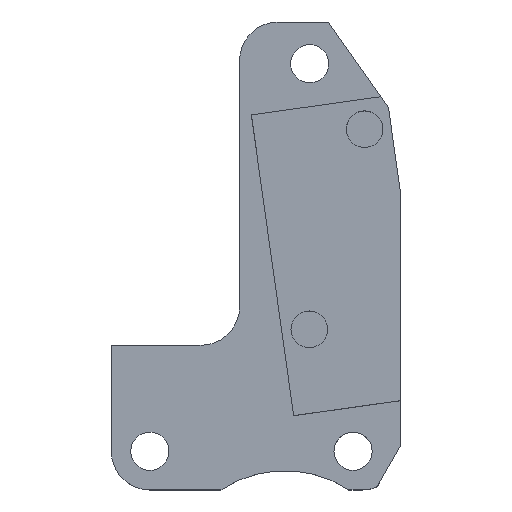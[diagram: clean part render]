
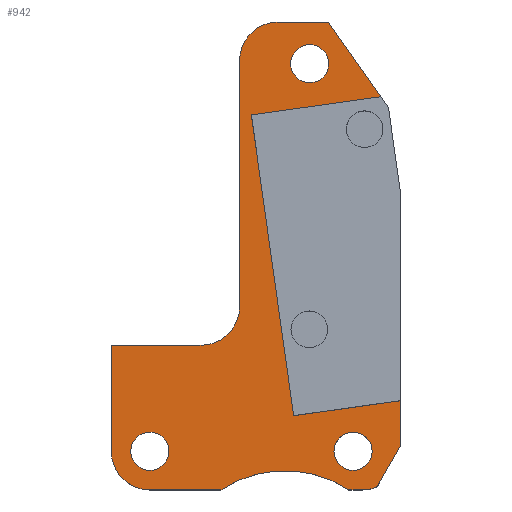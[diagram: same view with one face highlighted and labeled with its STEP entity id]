
A CAD part, top view. The second image highlights one B-rep face of the part: STEP entity #942.
In plain terms, the highlighted planar face has unit normal (0, 0, 1).
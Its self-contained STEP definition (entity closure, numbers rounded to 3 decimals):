
#218=CARTESIAN_POINT('POINT17',(0.035,0.,
   0.005));
#219=VERTEX_POINT('VERTEX17',#218);
#236=CARTESIAN_POINT('POINT20',(0.038,0.006,0.005)
   );
#237=VERTEX_POINT('VERTEX20',#236);
#244=CARTESIAN_POINT('POS27',(0.038,0.006,0.005));
#245=DIRECTION('DIR37',(-0.5,-0.866,0.));
#246=VECTOR('VEC17',#245,1.);
#247=LINE('STRAIGHT17',#244,#246);
#248=EDGE_CURVE('EDGE25',#237,#219,#247,.T.);
#258=CARTESIAN_POINT('POINT21',(0.018,0.049,0.005));
#259=VERTEX_POINT('VERTEX21',#258);
#267=CARTESIAN_POINT('POINT22',(0.035,
   0.052,0.005));
#268=VERTEX_POINT('VERTEX22',#267);
#275=CARTESIAN_POINT('POS31',(-0.001,0.047,
   0.005));
#276=DIRECTION('DIR42',(-0.99,-0.139,
   0.));
#277=VECTOR('VEC20',#276,1.);
#278=LINE('STRAIGHT20',#275,#277);
#279=EDGE_CURVE('EDGE28',#268,#259,#278,.T.);
#289=CARTESIAN_POINT('POINT23',(0.024,0.01,
   0.005));
#290=VERTEX_POINT('VERTEX23',#289);
#299=CARTESIAN_POINT('POS34',(0.024,0.008,
   0.005));
#300=DIRECTION('DIR46',(0.139,-0.99,
   0.));
#301=VECTOR('VEC22',#300,1.);
#302=LINE('STRAIGHT22',#299,#301);
#303=EDGE_CURVE('EDGE30',#259,#290,#302,.T.);
#313=CARTESIAN_POINT('POINT24',(0.038,0.012,0.005)
   );
#314=VERTEX_POINT('VERTEX24',#313);
#323=CARTESIAN_POINT('POS37',(0.005,0.007,
   0.005));
#324=DIRECTION('DIR50',(-0.99,-0.139,
   0.));
#325=VECTOR('VEC24',#324,1.);
#326=LINE('STRAIGHT24',#323,#325);
#327=EDGE_CURVE('EDGE32',#314,#290,#326,.T.);
#347=CARTESIAN_POINT('POS40',(0.038,0.006,0.005));
#348=DIRECTION('DIR54',(0.,1.,0.));
#349=VECTOR('VEC26',#348,1.);
#350=LINE('STRAIGHT26',#347,#349);
#351=EDGE_CURVE('EDGE34',#237,#314,#350,.T.);
#363=CARTESIAN_POINT('POINT26',(0.029,0.056,0.005));
#364=VERTEX_POINT('VERTEX26',#363);
#371=CARTESIAN_POINT('POINT27',(0.024,0.056,0.005));
#372=VERTEX_POINT('VERTEX27',#371);
#373=CARTESIAN_POINT('POS43',(0.026,0.056,0.005));
#374=DIRECTION('DIR58',(0.,0.,-1.));
#375=DIRECTION('DIR59',(1.,0.,0.));
#376=AXIS2_PLACEMENT_3D('AXIS16',#373,#374,#375);
#377=CIRCLE('ELLIPSE5',#376,0.003);
#378=EDGE_CURVE('EDGE36',#372,#364,#377,.T.);
#407=EDGE_CURVE('EDGE40',#364,#372,#377,.T.);
#414=CARTESIAN_POINT('POINT30',(0.034,0.005,0.005));
#415=VERTEX_POINT('VERTEX30',#414);
#422=CARTESIAN_POINT('POINT31',(0.029,0.005,0.005));
#423=VERTEX_POINT('VERTEX31',#422);
#424=CARTESIAN_POINT('POS48',(0.032,0.005,0.005));
#425=DIRECTION('DIR66',(0.,0.,-1.));
#426=DIRECTION('DIR67',(1.,0.,0.));
#427=AXIS2_PLACEMENT_3D('AXIS19',#424,#425,#426);
#428=CIRCLE('ELLIPSE7',#427,0.003);
#429=EDGE_CURVE('EDGE42',#423,#415,#428,.T.);
#480=CARTESIAN_POINT('POINT36',(0.029,0.062,0.005));
#481=VERTEX_POINT('VERTEX36',#480);
#488=CARTESIAN_POINT('POS56',(0.036,0.05,
   0.005));
#489=DIRECTION('DIR78',(-0.574,0.819,
   0.));
#490=VECTOR('VEC34',#489,1.);
#491=LINE('STRAIGHT34',#488,#490);
#492=EDGE_CURVE('EDGE49',#268,#481,#491,.T.);
#504=CARTESIAN_POINT('POINT37',(0.022,0.062,0.005));
#505=VERTEX_POINT('VERTEX37',#504);
#514=CARTESIAN_POINT('POS59',(0.022,0.062,0.005));
#515=DIRECTION('DIR82',(1.,0.,0.));
#516=VECTOR('VEC36',#515,1.);
#517=LINE('STRAIGHT36',#514,#516);
#518=EDGE_CURVE('EDGE51',#505,#481,#517,.T.);
#535=CARTESIAN_POINT('POINT39',(0.017,0.057,0.005));
#536=VERTEX_POINT('VERTEX39',#535);
#545=CARTESIAN_POINT('POS63',(0.022,0.057,0.005));
#546=DIRECTION('DIR87',(0.,0.,1.));
#547=DIRECTION('DIR88',(1.,0.,0.));
#548=AXIS2_PLACEMENT_3D('AXIS25',#545,#546,#547);
#549=CIRCLE('ELLIPSE10',#548,0.005);
#550=EDGE_CURVE('EDGE54',#505,#536,#549,.T.);
#568=CARTESIAN_POINT('POINT41',(0.017,0.024,0.005));
#569=VERTEX_POINT('VERTEX41',#568);
#578=CARTESIAN_POINT('POS67',(0.017,0.024,0.005));
#579=DIRECTION('DIR94',(0.,1.,0.));
#580=VECTOR('VEC40',#579,1.);
#581=LINE('STRAIGHT40',#578,#580);
#582=EDGE_CURVE('EDGE57',#569,#536,#581,.T.);
#599=CARTESIAN_POINT('POINT43',(0.012,0.019,0.005));
#600=VERTEX_POINT('VERTEX43',#599);
#609=CARTESIAN_POINT('POS71',(0.012,0.024,0.005));
#610=DIRECTION('DIR99',(0.,0.,1.));
#611=DIRECTION('DIR100',(1.,0.,0.));
#612=AXIS2_PLACEMENT_3D('AXIS29',#609,#610,#611);
#613=CIRCLE('ELLIPSE12',#612,0.005);
#614=EDGE_CURVE('EDGE60',#600,#569,#613,.T.);
#632=CARTESIAN_POINT('POINT45',(0.,0.019,0.005));
#633=VERTEX_POINT('VERTEX45',#632);
#642=CARTESIAN_POINT('POS75',(0.,0.019,0.005));
#643=DIRECTION('DIR106',(1.,0.,0.));
#644=VECTOR('VEC44',#643,1.);
#645=LINE('STRAIGHT44',#642,#644);
#646=EDGE_CURVE('EDGE63',#633,#600,#645,.T.);
#663=CARTESIAN_POINT('POINT47',(0.,0.005,0.005));
#664=VERTEX_POINT('VERTEX47',#663);
#673=CARTESIAN_POINT('POS79',(0.,0.005,0.005));
#674=DIRECTION('DIR111',(0.,1.,0.));
#675=VECTOR('VEC47',#674,1.);
#676=LINE('STRAIGHT47',#673,#675);
#677=EDGE_CURVE('EDGE66',#664,#633,#676,.T.);
#694=CARTESIAN_POINT('POINT49',(0.005,0.,0.005));
#695=VERTEX_POINT('VERTEX49',#694);
#704=CARTESIAN_POINT('POS83',(0.005,0.005,0.005));
#705=DIRECTION('DIR116',(0.,0.,1.));
#706=DIRECTION('DIR117',(1.,0.,0.));
#707=AXIS2_PLACEMENT_3D('AXIS34',#704,#705,#706);
#708=CIRCLE('ELLIPSE14',#707,0.005);
#709=EDGE_CURVE('EDGE69',#664,#695,#708,.T.);
#727=CARTESIAN_POINT('POINT51',(0.014,0.,0.005)
   );
#728=VERTEX_POINT('VERTEX51',#727);
#729=CARTESIAN_POINT('POS86',(0.005,0.,0.005));
#730=DIRECTION('DIR122',(1.,0.,0.));
#731=VECTOR('VEC50',#730,1.);
#732=LINE('STRAIGHT50',#729,#731);
#733=EDGE_CURVE('EDGE71',#695,#728,#732,.T.);
#758=CARTESIAN_POINT('POINT53',(0.031,0.,0.005)
   );
#759=VERTEX_POINT('VERTEX53',#758);
#768=CARTESIAN_POINT('POS91',(0.023,-0.013,0.005));
#769=DIRECTION('DIR128',(0.,0.,1.));
#770=DIRECTION('DIR129',(1.,0.,0.));
#771=AXIS2_PLACEMENT_3D('AXIS38',#768,#769,#770);
#772=CIRCLE('ELLIPSE16',#771,0.015);
#773=EDGE_CURVE('EDGE75',#759,#728,#772,.T.);
#791=CARTESIAN_POINT('POINT55',(0.033,0.,0.005));
#792=VERTEX_POINT('VERTEX55',#791);
#801=CARTESIAN_POINT('POS95',(0.031,0.,0.005));
#802=DIRECTION('DIR135',(1.,0.,0.));
#803=VECTOR('VEC55',#802,1.);
#804=LINE('STRAIGHT55',#801,#803);
#805=EDGE_CURVE('EDGE78',#759,#792,#804,.T.);
#832=CARTESIAN_POINT('POS99',(0.033,0.005,0.005));
#833=DIRECTION('DIR141',(0.,0.,1.));
#834=DIRECTION('DIR142',(1.,0.,0.));
#835=AXIS2_PLACEMENT_3D('AXIS43',#832,#833,#834);
#836=CIRCLE('ELLIPSE19',#835,0.005);
#837=EDGE_CURVE('EDGE81',#792,#219,#836,.T.);
#890=EDGE_CURVE('EDGE87',#415,#423,#428,.T.);
#895=ORIENTED_EDGE('COEDGE136',*,*,#890,.T.);
#896=ORIENTED_EDGE('COEDGE137',*,*,#429,.T.);
#897=EDGE_LOOP('NONE',(#895,#896));
#898=FACE_BOUND('LOOP1',#897,.T.);
#899=ORIENTED_EDGE('COEDGE138',*,*,#351,.T.);
#900=ORIENTED_EDGE('COEDGE139',*,*,#327,.T.);
#901=ORIENTED_EDGE('COEDGE140',*,*,#303,.F.);
#902=ORIENTED_EDGE('COEDGE141',*,*,#279,.F.);
#903=ORIENTED_EDGE('COEDGE142',*,*,#492,.T.);
#904=ORIENTED_EDGE('COEDGE143',*,*,#518,.F.);
#905=ORIENTED_EDGE('COEDGE144',*,*,#550,.T.);
#906=ORIENTED_EDGE('COEDGE145',*,*,#582,.F.);
#907=ORIENTED_EDGE('COEDGE146',*,*,#614,.F.);
#908=ORIENTED_EDGE('COEDGE147',*,*,#646,.F.);
#909=ORIENTED_EDGE('COEDGE148',*,*,#677,.F.);
#910=ORIENTED_EDGE('COEDGE149',*,*,#709,.T.);
#911=ORIENTED_EDGE('COEDGE150',*,*,#733,.T.);
#912=ORIENTED_EDGE('COEDGE151',*,*,#773,.F.);
#913=ORIENTED_EDGE('COEDGE152',*,*,#805,.T.);
#914=ORIENTED_EDGE('COEDGE153',*,*,#837,.T.);
#915=ORIENTED_EDGE('COEDGE154',*,*,#248,.F.);
#916=EDGE_LOOP('NONE',(#899,#900,#901,#902,#903,#904,#905,#906,#907,#908
   ,#909,#910,#911,#912,#913,#914,#915));
#917=FACE_BOUND('LOOP1',#916,.T.);
#918=CARTESIAN_POINT('POINT59',(0.008,0.005,0.005));
#919=VERTEX_POINT('VERTEX59',#918);
#920=CARTESIAN_POINT('POINT60',(0.003,0.005,0.005));
#921=VERTEX_POINT('VERTEX60',#920);
#922=CARTESIAN_POINT('POS105',(0.005,0.005,0.005));
#923=DIRECTION('DIR151',(0.,0.,-1.));
#924=DIRECTION('DIR152',(1.,0.,0.));
#925=AXIS2_PLACEMENT_3D('AXIS47',#922,#923,#924);
#926=CIRCLE('ELLIPSE21',#925,0.003);
#927=EDGE_CURVE('EDGE88',#919,#921,#926,.T.);
#928=ORIENTED_EDGE('COEDGE155',*,*,#927,.T.);
#929=EDGE_CURVE('EDGE89',#921,#919,#926,.T.);
#930=ORIENTED_EDGE('COEDGE156',*,*,#929,.T.);
#931=EDGE_LOOP('NONE',(#928,#930));
#932=FACE_BOUND('LOOP1',#931,.T.);
#933=ORIENTED_EDGE('COEDGE157',*,*,#407,.T.);
#934=ORIENTED_EDGE('COEDGE158',*,*,#378,.T.);
#935=EDGE_LOOP('NONE',(#933,#934));
#936=FACE_BOUND('LOOP1',#935,.T.);
#937=CARTESIAN_POINT('POS106',(0.005,0.005,0.005));
#938=DIRECTION('DIR153',(0.,0.,1.));
#939=DIRECTION('DIR154',(1.,0.,0.));
#940=AXIS2_PLACEMENT_3D('AXIS48',#937,#938,#939);
#941=PLANE('PLANE18',#940);
#942=ADVANCED_FACE('FACE31',(#898,#917,#932,#936),#941,.T.);
